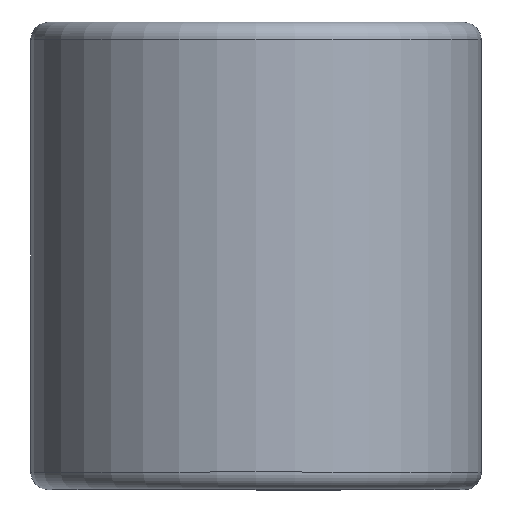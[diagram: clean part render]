
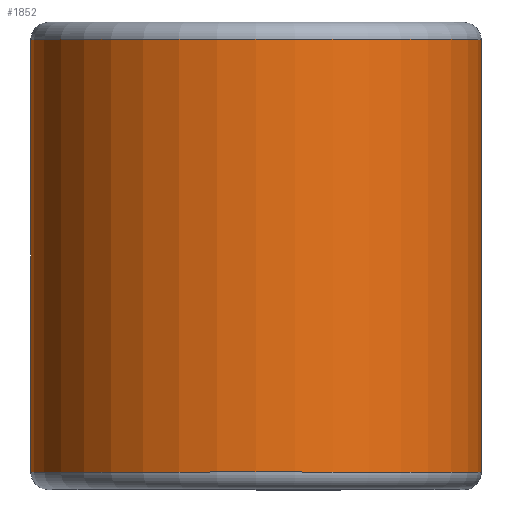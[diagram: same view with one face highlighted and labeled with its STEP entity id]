
A CAD part, top view. The second image highlights one B-rep face of the part: STEP entity #1852.
In plain terms, the highlighted cylindrical face has radius 9.944 mm (diameter 19.888 mm), a partial arc.
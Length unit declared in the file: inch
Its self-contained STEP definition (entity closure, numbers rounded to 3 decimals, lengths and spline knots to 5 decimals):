
#4 = ORIENTED_EDGE ( 'NONE', *, *, #809, .T. ) ;
#148 = ORIENTED_EDGE ( 'NONE', *, *, #1669, .F. ) ;
#197 = VERTEX_POINT ( 'NONE', #455 ) ;
#308 = DIRECTION ( 'NONE',  ( 0., -1., 0. ) ) ;
#417 = VERTEX_POINT ( 'NONE', #1185 ) ;
#432 = CIRCLE ( 'NONE', #1562, 0.3915 ) ;
#444 = DIRECTION ( 'NONE',  ( 0., -1., 0. ) ) ;
#455 = CARTESIAN_POINT ( 'NONE',  ( 0.3915, -0.37625, 0. ) ) ;
#501 = CARTESIAN_POINT ( 'NONE',  ( 0., 0.37625, -0.3915 ) ) ;
#736 = VECTOR ( 'NONE', #2213, 39.37008 ) ;
#774 = VERTEX_POINT ( 'NONE', #2354 ) ;
#803 = DIRECTION ( 'NONE',  ( 0., 0., -1. ) ) ;
#809 = EDGE_CURVE ( 'NONE', #197, #1311, #1903, .T. ) ;
#847 = LINE ( 'NONE', #501, #736 ) ;
#971 = CARTESIAN_POINT ( 'NONE',  ( 0., 0.37625, 0. ) ) ;
#1070 = EDGE_LOOP ( 'NONE', ( #4, #1377, #2015, #148 ) ) ;
#1079 = EDGE_CURVE ( 'NONE', #1311, #417, #432, .T. ) ;
#1152 = DIRECTION ( 'NONE',  ( 0., 0., -1. ) ) ;
#1185 = CARTESIAN_POINT ( 'NONE',  ( 0., 0.37625, -0.3915 ) ) ;
#1201 = AXIS2_PLACEMENT_3D ( 'NONE', #1386, #308, #1628 ) ;
#1311 = VERTEX_POINT ( 'NONE', #1702 ) ;
#1377 = ORIENTED_EDGE ( 'NONE', *, *, #1079, .T. ) ;
#1386 = CARTESIAN_POINT ( 'NONE',  ( 0., -0.37625, 0. ) ) ;
#1562 = AXIS2_PLACEMENT_3D ( 'NONE', #971, #2345, #1152 ) ;
#1628 = DIRECTION ( 'NONE',  ( 0., 0., -1. ) ) ;
#1669 = EDGE_CURVE ( 'NONE', #197, #774, #2314, .T. ) ;
#1693 = FACE_OUTER_BOUND ( 'NONE', #1070, .T. ) ;
#1702 = CARTESIAN_POINT ( 'NONE',  ( 0.3915, 0.37625, 0. ) ) ;
#1721 = EDGE_CURVE ( 'NONE', #774, #417, #847, .T. ) ;
#1759 = VECTOR ( 'NONE', #2023, 39.37008 ) ;
#1852 = ADVANCED_FACE ( 'NONE', ( #1693 ), #2377, .T. ) ;
#1866 = AXIS2_PLACEMENT_3D ( 'NONE', #1975, #444, #803 ) ;
#1903 = LINE ( 'NONE', #2218, #1759 ) ;
#1975 = CARTESIAN_POINT ( 'NONE',  ( 0., 0.375, 0. ) ) ;
#2015 = ORIENTED_EDGE ( 'NONE', *, *, #1721, .F. ) ;
#2023 = DIRECTION ( 'NONE',  ( 0., 1., 0. ) ) ;
#2213 = DIRECTION ( 'NONE',  ( 0., 1., 0. ) ) ;
#2218 = CARTESIAN_POINT ( 'NONE',  ( 0.3915, 0.37625, 0. ) ) ;
#2314 = CIRCLE ( 'NONE', #1201, 0.3915 ) ;
#2345 = DIRECTION ( 'NONE',  ( 0., -1., 0. ) ) ;
#2354 = CARTESIAN_POINT ( 'NONE',  ( 0., -0.37625, -0.3915 ) ) ;
#2377 = CYLINDRICAL_SURFACE ( 'NONE', #1866, 0.3915 ) ;
